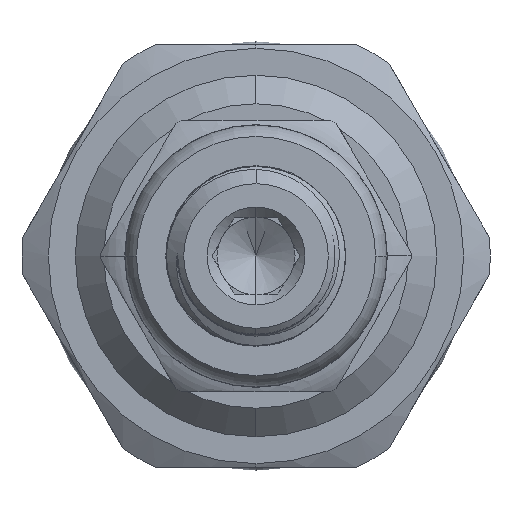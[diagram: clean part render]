
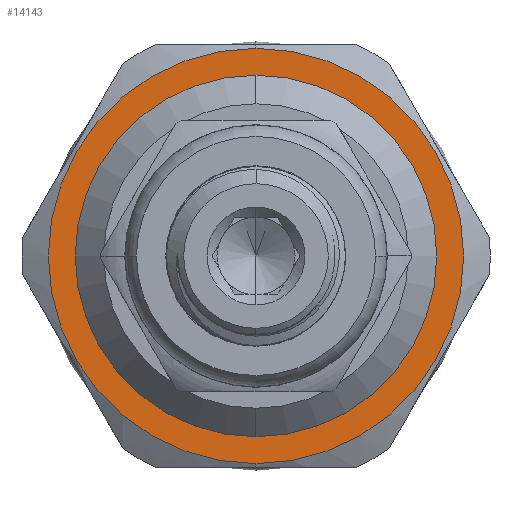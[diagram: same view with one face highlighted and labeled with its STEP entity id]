
A CAD part, left-side view. The second image highlights one B-rep face of the part: STEP entity #14143.
In plain terms, the highlighted planar face has unit normal (-1, 0, 0).
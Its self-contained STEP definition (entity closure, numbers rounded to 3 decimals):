
#51 = CARTESIAN_POINT ( 'NONE',  ( 12., 0., 0. ) ) ;
#82 = VERTEX_POINT ( 'NONE', #11957 ) ;
#273 = CARTESIAN_POINT ( 'NONE',  ( 12., 0., 9.5 ) ) ;
#511 = CIRCLE ( 'NONE', #12440, 9.5 ) ;
#732 = DIRECTION ( 'NONE',  ( 0., 0., 1. ) ) ;
#993 = EDGE_CURVE ( 'NONE', #82, #5200, #12736, .T. ) ;
#1601 = DIRECTION ( 'NONE',  ( 0., 0., -1. ) ) ;
#1654 = ORIENTED_EDGE ( 'NONE', *, *, #993, .T. ) ;
#2280 = VERTEX_POINT ( 'NONE', #273 ) ;
#2607 = CARTESIAN_POINT ( 'NONE',  ( 12., 0., 0. ) ) ;
#3673 = FACE_BOUND ( 'NONE', #13956, .T. ) ;
#4108 = CARTESIAN_POINT ( 'NONE',  ( 12., 0., 0. ) ) ;
#4142 = DIRECTION ( 'NONE',  ( 0., 0., 1. ) ) ;
#4520 = PLANE ( 'NONE',  #6366 ) ;
#5200 = VERTEX_POINT ( 'NONE', #13406 ) ;
#6099 = FACE_OUTER_BOUND ( 'NONE', #7980, .T. ) ;
#6366 = AXIS2_PLACEMENT_3D ( 'NONE', #11704, #15979, #1601 ) ;
#6385 = DIRECTION ( 'NONE',  ( -1., 0., 0. ) ) ;
#6510 = CIRCLE ( 'NONE', #7970, 9.5 ) ;
#6881 = EDGE_CURVE ( 'NONE', #2280, #8212, #6510, .T. ) ;
#6958 = DIRECTION ( 'NONE',  ( -1., 0., 0. ) ) ;
#7408 = EDGE_CURVE ( 'NONE', #8212, #2280, #511, .T. ) ;
#7789 = ORIENTED_EDGE ( 'NONE', *, *, #13783, .T. ) ;
#7970 = AXIS2_PLACEMENT_3D ( 'NONE', #16224, #6385, #732 ) ;
#7980 = EDGE_LOOP ( 'NONE', ( #7789, #1654 ) ) ;
#8212 = VERTEX_POINT ( 'NONE', #14513 ) ;
#9894 = CIRCLE ( 'NONE', #13933, 10.91 ) ;
#10634 = ORIENTED_EDGE ( 'NONE', *, *, #7408, .F. ) ;
#10727 = ORIENTED_EDGE ( 'NONE', *, *, #6881, .F. ) ;
#11704 = CARTESIAN_POINT ( 'NONE',  ( 12., 9.5, 0. ) ) ;
#11957 = CARTESIAN_POINT ( 'NONE',  ( 12., 0., 10.91 ) ) ;
#12440 = AXIS2_PLACEMENT_3D ( 'NONE', #4108, #6958, #14005 ) ;
#12625 = DIRECTION ( 'NONE',  ( -1., 0., 0. ) ) ;
#12736 = CIRCLE ( 'NONE', #16665, 10.91 ) ;
#13406 = CARTESIAN_POINT ( 'NONE',  ( 12., 0., -10.91 ) ) ;
#13783 = EDGE_CURVE ( 'NONE', #5200, #82, #9894, .T. ) ;
#13930 = DIRECTION ( 'NONE',  ( 0., 0., 1. ) ) ;
#13933 = AXIS2_PLACEMENT_3D ( 'NONE', #2607, #18146, #13930 ) ;
#13956 = EDGE_LOOP ( 'NONE', ( #10727, #10634 ) ) ;
#14005 = DIRECTION ( 'NONE',  ( 0., 0., 1. ) ) ;
#14143 = ADVANCED_FACE ( 'NONE', ( #3673, #6099 ), #4520, .F. ) ;
#14513 = CARTESIAN_POINT ( 'NONE',  ( 12., 0., -9.5 ) ) ;
#15979 = DIRECTION ( 'NONE',  ( 1., 0., 0. ) ) ;
#16224 = CARTESIAN_POINT ( 'NONE',  ( 12., 0., 0. ) ) ;
#16665 = AXIS2_PLACEMENT_3D ( 'NONE', #51, #12625, #4142 ) ;
#18146 = DIRECTION ( 'NONE',  ( -1., 0., 0. ) ) ;
